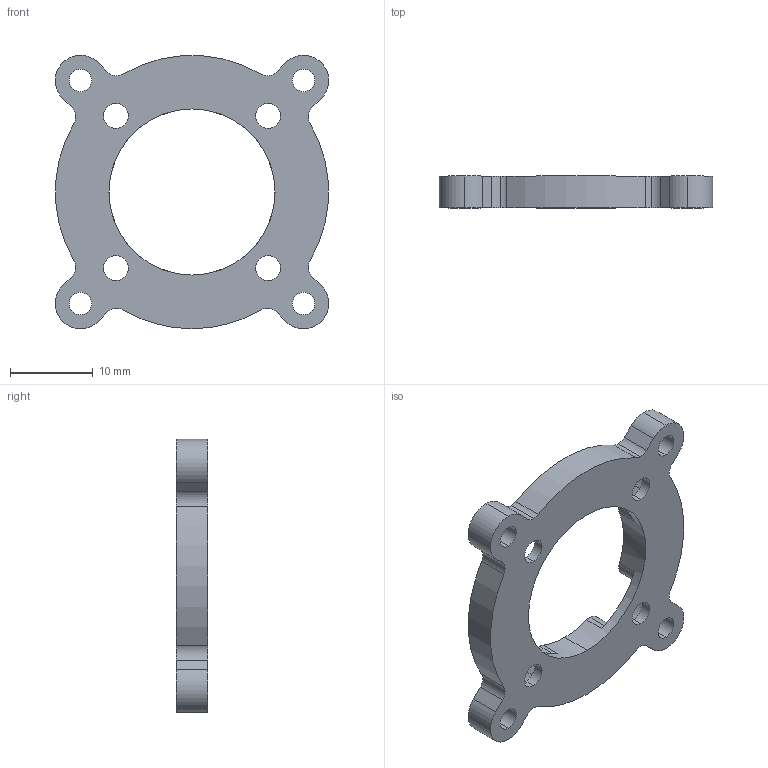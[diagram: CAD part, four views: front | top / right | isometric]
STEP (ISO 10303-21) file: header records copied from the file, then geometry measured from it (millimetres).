
FILE_DESCRIPTION (( 'STEP AP203' ), '1' );
FILE_NAME ('555174.STEP', '2014-07-11T19:41:57', ( 'Kyle' ), ( 'Microsoft' ), 'SwSTEP 2.0', 'SolidWorks 2014', '' );
FILE_SCHEMA (( 'CONFIG_CONTROL_DESIGN' ));
Length unit declared in the file: inch
Products named in the file (1): 555174
Bounding box: 33.01 x 3.81 x 33.02 mm (x, y, z)
Volume: 2062.4 mm3; surface area: 2265.1 mm2
Topology: 1 solids, 1 shells, 77 faces, 225 edges, 150 vertices
Faces by surface type: cylinder 55, plane 22
Entity records: 2732 total; most frequent: DIRECTION 499, CARTESIAN_POINT 453, ORIENTED_EDGE 450, EDGE_CURVE 225, AXIS2_PLACEMENT_3D 196, VERTEX_POINT 150, CIRCLE 118, VECTOR 107
